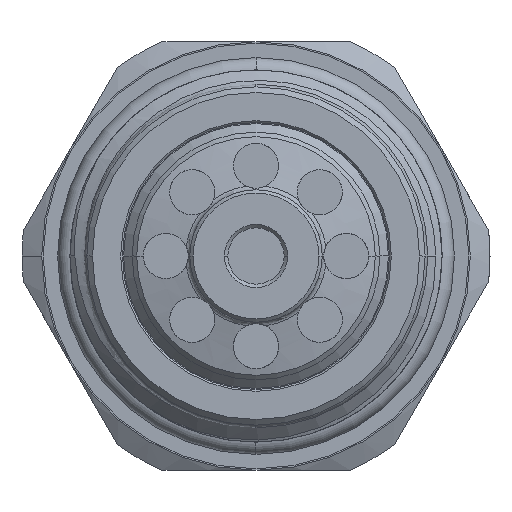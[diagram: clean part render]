
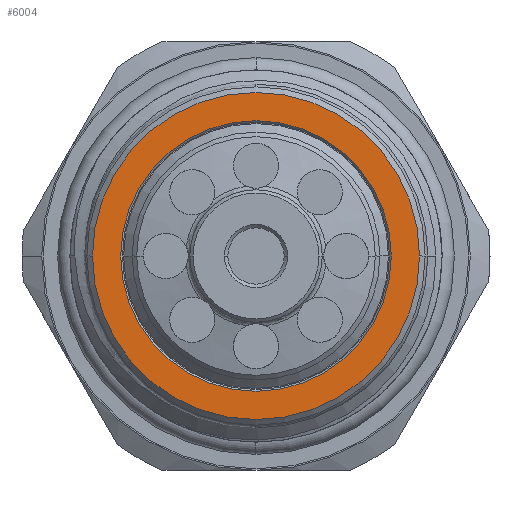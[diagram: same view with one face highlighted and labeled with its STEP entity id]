
A CAD part, left-side view. The second image highlights one B-rep face of the part: STEP entity #6004.
In plain terms, the highlighted planar face has unit normal (-1, 0, 0).
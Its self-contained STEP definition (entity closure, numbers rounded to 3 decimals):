
#104 = ORIENTED_EDGE ( 'NONE', *, *, #11522, .T. ) ;
#230 = DIRECTION ( 'NONE',  ( 1., 0., 0. ) ) ;
#415 = EDGE_CURVE ( 'NONE', #3967, #1630, #9965, .T. ) ;
#1200 = DIRECTION ( 'NONE',  ( -1., 0., 0. ) ) ;
#1630 = VERTEX_POINT ( 'NONE', #8384 ) ;
#1920 = VERTEX_POINT ( 'NONE', #11733 ) ;
#2151 = FACE_BOUND ( 'NONE', #4241, .T. ) ;
#2400 = CIRCLE ( 'NONE', #4363, 12. ) ;
#2575 = ORIENTED_EDGE ( 'NONE', *, *, #3667, .T. ) ;
#2772 = CARTESIAN_POINT ( 'NONE',  ( -46.8, 14.5, 0. ) ) ;
#3029 = ORIENTED_EDGE ( 'NONE', *, *, #415, .T. ) ;
#3217 = DIRECTION ( 'NONE',  ( 0., 1., 0. ) ) ;
#3328 = CARTESIAN_POINT ( 'NONE',  ( -46.8, 0., 0. ) ) ;
#3337 = DIRECTION ( 'NONE',  ( 0., 1., 0. ) ) ;
#3667 = EDGE_CURVE ( 'NONE', #1920, #11877, #4498, .T. ) ;
#3967 = VERTEX_POINT ( 'NONE', #2772 ) ;
#4241 = EDGE_LOOP ( 'NONE', ( #2575, #104 ) ) ;
#4363 = AXIS2_PLACEMENT_3D ( 'NONE', #8166, #11155, #10212 ) ;
#4465 = AXIS2_PLACEMENT_3D ( 'NONE', #5328, #230, #3217 ) ;
#4498 = CIRCLE ( 'NONE', #4465, 12. ) ;
#5097 = AXIS2_PLACEMENT_3D ( 'NONE', #5133, #1200, #3337 ) ;
#5133 = CARTESIAN_POINT ( 'NONE',  ( -46.8, 0., 0. ) ) ;
#5178 = PLANE ( 'NONE',  #8607 ) ;
#5261 = DIRECTION ( 'NONE',  ( 0., 1., 0. ) ) ;
#5328 = CARTESIAN_POINT ( 'NONE',  ( -46.8, 0., 0. ) ) ;
#6004 = ADVANCED_FACE ( 'NONE', ( #2151, #9231 ), #5178, .F. ) ;
#7048 = DIRECTION ( 'NONE',  ( -1., 0., 0. ) ) ;
#7265 = ORIENTED_EDGE ( 'NONE', *, *, #12212, .T. ) ;
#7299 = DIRECTION ( 'NONE',  ( 0., 1., 0. ) ) ;
#8071 = AXIS2_PLACEMENT_3D ( 'NONE', #12220, #7048, #7299 ) ;
#8166 = CARTESIAN_POINT ( 'NONE',  ( -46.8, 0., 0. ) ) ;
#8384 = CARTESIAN_POINT ( 'NONE',  ( -46.8, -14.5, 0. ) ) ;
#8607 = AXIS2_PLACEMENT_3D ( 'NONE', #3328, #10220, #5261 ) ;
#9231 = FACE_OUTER_BOUND ( 'NONE', #12072, .T. ) ;
#9965 = CIRCLE ( 'NONE', #5097, 14.5 ) ;
#10212 = DIRECTION ( 'NONE',  ( 0., 1., 0. ) ) ;
#10220 = DIRECTION ( 'NONE',  ( 1., 0., 0. ) ) ;
#11155 = DIRECTION ( 'NONE',  ( 1., 0., 0. ) ) ;
#11522 = EDGE_CURVE ( 'NONE', #11877, #1920, #2400, .T. ) ;
#11733 = CARTESIAN_POINT ( 'NONE',  ( -46.8, -12., 0. ) ) ;
#11877 = VERTEX_POINT ( 'NONE', #12329 ) ;
#12072 = EDGE_LOOP ( 'NONE', ( #3029, #7265 ) ) ;
#12212 = EDGE_CURVE ( 'NONE', #1630, #3967, #12424, .T. ) ;
#12220 = CARTESIAN_POINT ( 'NONE',  ( -46.8, 0., 0. ) ) ;
#12329 = CARTESIAN_POINT ( 'NONE',  ( -46.8, 12., 0. ) ) ;
#12424 = CIRCLE ( 'NONE', #8071, 14.5 ) ;
